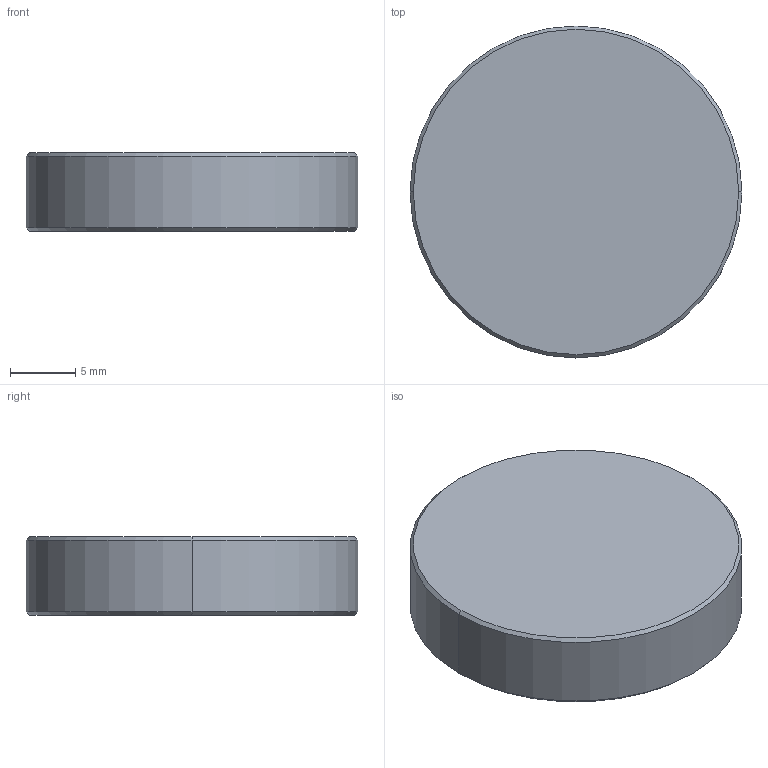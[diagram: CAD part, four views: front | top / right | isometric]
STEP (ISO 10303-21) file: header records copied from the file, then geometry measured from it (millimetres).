
FILE_DESCRIPTION (( 'STEP AP203' ), '1' );
FILE_NAME ('TTN045229-E0W.STEP', '2015-10-07T18:06:27', ( 'admin' ), ( '' ), 'SwSTEP 2.0', 'SolidWorks 2014', '' );
FILE_SCHEMA (( 'CONFIG_CONTROL_DESIGN' ));
Length unit declared in the file: millimetre
Products named in the file (1): TTN045229-E0W
Bounding box: 25.4 x 25.4 x 6 mm (x, y, z)
Volume: 3035.3 mm3; surface area: 1468.7 mm2
Topology: 1 solids, 1 shells, 185 faces, 482 edges, 320 vertices
Faces by surface type: plane 115, bspline 64, cone 4, cylinder 2
Entity records: 9093 total; most frequent: CARTESIAN_POINT 4900, ORIENTED_EDGE 964, DIRECTION 606, EDGE_CURVE 482, VECTOR 346, LINE 346, VERTEX_POINT 320, EDGE_LOOP 206
